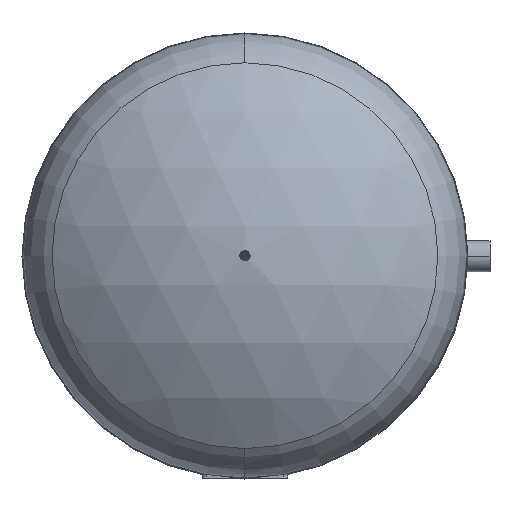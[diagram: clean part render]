
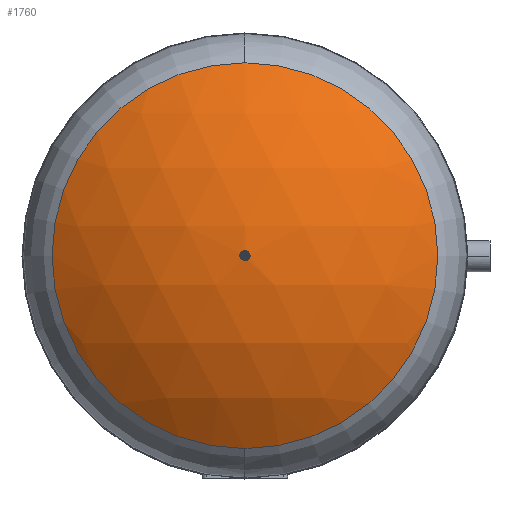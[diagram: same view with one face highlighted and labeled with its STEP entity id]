
A CAD part, top view. The second image highlights one B-rep face of the part: STEP entity #1760.
In plain terms, the highlighted spherical face has radius 354 mm.
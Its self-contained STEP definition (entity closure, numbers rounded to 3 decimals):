
#1468=CARTESIAN_POINT('Vertex',(-4.,0.,551.977)) ;
#1494=CARTESIAN_POINT('Vertex',(4.,0.,551.977)) ;
#1498=CARTESIAN_POINT('Control Point',(4.,0.,551.977)) ;
#1499=CARTESIAN_POINT('Control Point',(4.,0.643,551.977)) ;
#1500=CARTESIAN_POINT('Control Point',(3.871,1.285,551.977)) ;
#1501=CARTESIAN_POINT('Control Point',(3.613,1.893,551.977)) ;
#1502=CARTESIAN_POINT('Control Point',(2.782,3.094,551.977)) ;
#1503=CARTESIAN_POINT('Control Point',(1.507,3.834,551.977)) ;
#1504=CARTESIAN_POINT('Control Point',(0.714,4.057,551.977)) ;
#1505=CARTESIAN_POINT('Control Point',(-1.212,4.101,551.977)) ;
#1506=CARTESIAN_POINT('Control Point',(-2.9,3.078,551.977)) ;
#1507=CARTESIAN_POINT('Control Point',(-3.634,2.163,551.977)) ;
#1508=CARTESIAN_POINT('Control Point',(-4.,1.082,551.977)) ;
#1509=CARTESIAN_POINT('Control Point',(-4.,0.,551.977)) ;
#1525=CARTESIAN_POINT('Control Point',(-4.,0.,551.977)) ;
#1526=CARTESIAN_POINT('Control Point',(-4.,-1.183,551.977)) ;
#1527=CARTESIAN_POINT('Control Point',(-3.562,-2.367,551.977)) ;
#1528=CARTESIAN_POINT('Control Point',(-2.683,-3.331,551.977)) ;
#1529=CARTESIAN_POINT('Control Point',(-0.786,-4.238,551.977)) ;
#1530=CARTESIAN_POINT('Control Point',(1.223,-3.934,551.977)) ;
#1531=CARTESIAN_POINT('Control Point',(1.98,-3.612,551.977)) ;
#1532=CARTESIAN_POINT('Control Point',(3.069,-2.78,551.977)) ;
#1533=CARTESIAN_POINT('Control Point',(3.726,-1.602,551.977)) ;
#1534=CARTESIAN_POINT('Control Point',(3.909,-1.082,551.977)) ;
#1535=CARTESIAN_POINT('Control Point',(4.,-0.541,551.977)) ;
#1536=CARTESIAN_POINT('Control Point',(4.,0.,551.977)) ;
#1686=CARTESIAN_POINT('Vertex',(0.,208.573,484.03)) ;
#1689=CARTESIAN_POINT('Axis2P3D Location',(0.,0.,484.03)) ;
#1693=CARTESIAN_POINT('Vertex',(208.573,0.,484.03)) ;
#1696=CARTESIAN_POINT('Axis2P3D Location',(0.,0.,484.03)) ;
#1700=CARTESIAN_POINT('Vertex',(0.,-208.573,484.03)) ;
#1723=CARTESIAN_POINT('Axis2P3D Location',(0.,0.,484.03)) ;
#1727=CARTESIAN_POINT('Vertex',(-208.573,0.,484.03)) ;
#1730=CARTESIAN_POINT('Axis2P3D Location',(0.,0.,484.03)) ;
#1745=CARTESIAN_POINT('Axis2P3D Location',(0.,0.,198.)) ;
#1690=DIRECTION('Axis2P3D Direction',(0.,0.,-1.)) ;
#1697=DIRECTION('Axis2P3D Direction',(0.,0.,-1.)) ;
#1724=DIRECTION('Axis2P3D Direction',(0.,0.,-1.)) ;
#1731=DIRECTION('Axis2P3D Direction',(0.,0.,-1.)) ;
#1746=DIRECTION('Axis2P3D Direction',(0.,-1.,0.)) ;
#1747=DIRECTION('Axis2P3D XDirection',(0.,0.,1.)) ;
#1691=AXIS2_PLACEMENT_3D('Circle Axis2P3D',#1689,#1690,$) ;
#1698=AXIS2_PLACEMENT_3D('Circle Axis2P3D',#1696,#1697,$) ;
#1725=AXIS2_PLACEMENT_3D('Circle Axis2P3D',#1723,#1724,$) ;
#1732=AXIS2_PLACEMENT_3D('Circle Axis2P3D',#1730,#1731,$) ;
#1748=AXIS2_PLACEMENT_3D('Sphere Axis2P3D',#1745,#1746,#1747) ;
#1692=CIRCLE('generated circle',#1691,208.573) ;
#1699=CIRCLE('generated circle',#1698,208.573) ;
#1726=CIRCLE('generated circle',#1725,208.573) ;
#1733=CIRCLE('generated circle',#1732,208.573) ;
#1749=SPHERICAL_SURFACE('',#1748,354.) ;
#1759=FACE_BOUND('',#1756,.T.) ;
#1510=EDGE_CURVE('',#1495,#1469,#1497,.T.) ;
#1537=EDGE_CURVE('',#1469,#1495,#1524,.T.) ;
#1695=EDGE_CURVE('',#1694,#1687,#1692,.F.) ;
#1702=EDGE_CURVE('',#1701,#1694,#1699,.F.) ;
#1729=EDGE_CURVE('',#1728,#1701,#1726,.F.) ;
#1734=EDGE_CURVE('',#1687,#1728,#1733,.F.) ;
#1751=ORIENTED_EDGE('',*,*,#1734,.T.) ;
#1752=ORIENTED_EDGE('',*,*,#1729,.T.) ;
#1753=ORIENTED_EDGE('',*,*,#1702,.T.) ;
#1754=ORIENTED_EDGE('',*,*,#1695,.T.) ;
#1757=ORIENTED_EDGE('',*,*,#1510,.F.) ;
#1758=ORIENTED_EDGE('',*,*,#1537,.F.) ;
#1750=EDGE_LOOP('',(#1751,#1752,#1753,#1754)) ;
#1756=EDGE_LOOP('',(#1757,#1758)) ;
#1469=VERTEX_POINT('',#1468) ;
#1495=VERTEX_POINT('',#1494) ;
#1687=VERTEX_POINT('',#1686) ;
#1694=VERTEX_POINT('',#1693) ;
#1701=VERTEX_POINT('',#1700) ;
#1728=VERTEX_POINT('',#1727) ;
#1760=ADVANCED_FACE('556080',(#1755,#1759),#1749,.T.) ;
#1497=B_SPLINE_CURVE_WITH_KNOTS('',5,(#1498,#1499,#1500,#1501,#1502,#1503,#1504,#1505,#1506,#1507,#1508,#1509),.UNSPECIFIED.,.F.,.U.,(6,3,3,6),(17.772,22.316,27.895,35.543),.UNSPECIFIED.) ;
#1524=B_SPLINE_CURVE_WITH_KNOTS('',5,(#1525,#1526,#1527,#1528,#1529,#1530,#1531,#1532,#1533,#1534,#1535,#1536),.UNSPECIFIED.,.F.,.U.,(6,3,3,6),(0.,8.367,13.946,17.772),.UNSPECIFIED.) ;
#1755=FACE_OUTER_BOUND('',#1750,.T.) ;
